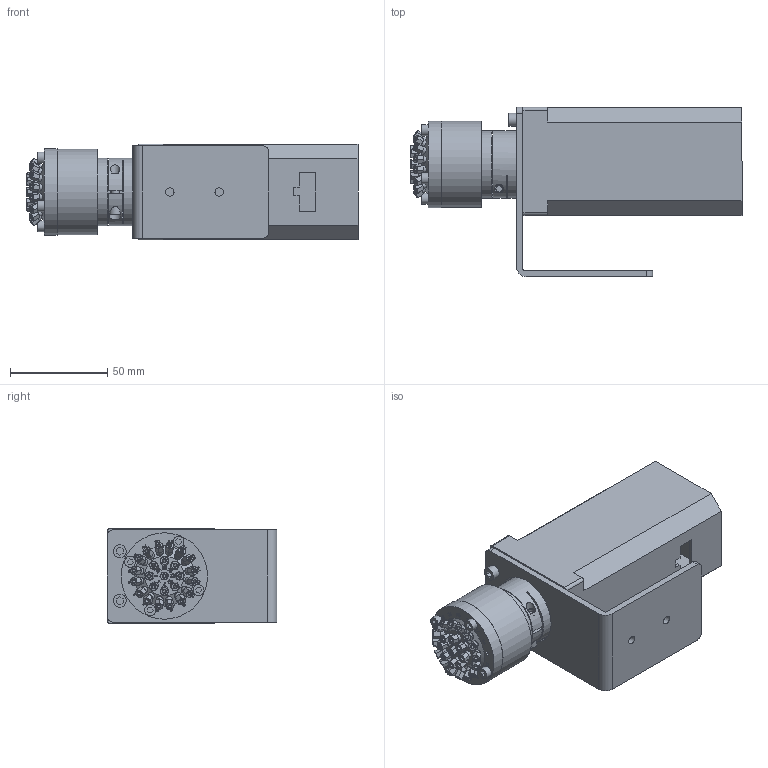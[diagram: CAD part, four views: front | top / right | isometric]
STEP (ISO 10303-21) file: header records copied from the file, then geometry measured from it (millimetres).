
FILE_DESCRIPTION((''),'2;1');
FILE_NAME('313411-C25G-24524EMT 24 mpos dead-end path m-electric.stp','2013-08-19T13:41:32',('Franzp'),(''),'Autodesk Inventor 2013','Autodesk Inventor 2013','');
FILE_SCHEMA(('AUTOMOTIVE_DESIGN { 1 0 10303 214 1 1 1 1 }'));
Length unit declared in the file: millimetre
Products named in the file (1): 313411_Shrinkwrap_1
Bounding box: 170.82 x 87.12 x 49.17 mm (x, y, z)
Surface area: 71981.3 mm2 (no closed solid volume)
Topology: 0 solids, 245 shells, 361 faces, 1686 edges, 1525 vertices
Faces by surface type: plane 277, cylinder 79, cone 5
Full cylindrical faces by diameter (mm): 1.65 x25, 3.302 x1, 3.505 x24, 4.166 x1, 4.32 x2, 5.65 x4, 5.78 x1, 5.94 x1, 6.7 x2, 19.025 x1, 19.075 x1, 34.671 x1, 34.798 x1, 36.5 x1, 44.196 x1, 44.45 x1
Entity records: 18705 total; most frequent: CARTESIAN_POINT 5378, DIRECTION 2003, ORIENTED_EDGE 1825, EDGE_CURVE 1582, VERTEX_POINT 1494, VECTOR 741, LINE 741, AXIS2_PLACEMENT_3D 631
